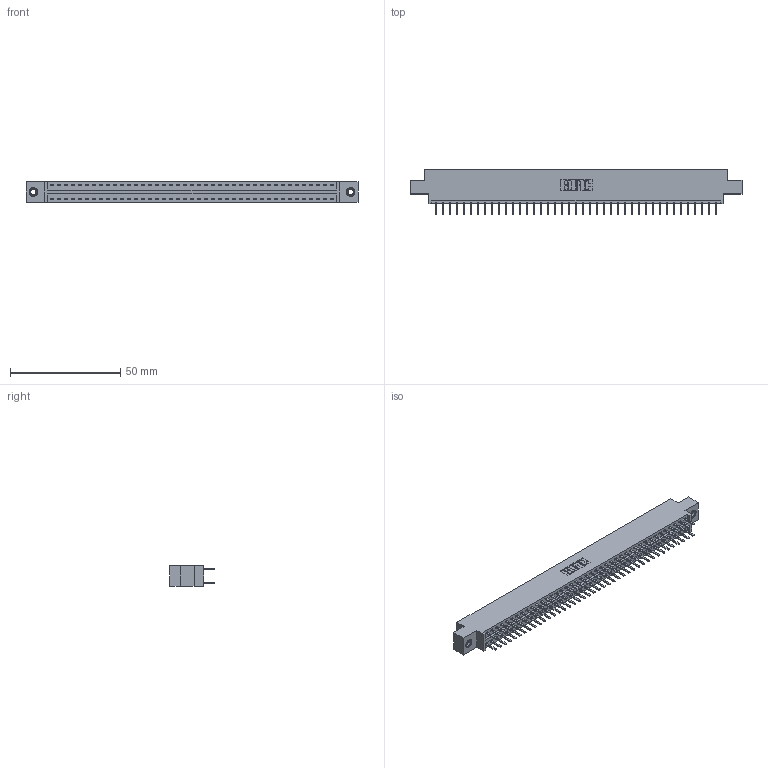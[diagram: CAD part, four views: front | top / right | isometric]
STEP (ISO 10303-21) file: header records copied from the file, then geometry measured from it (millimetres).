
FILE_DESCRIPTION (( 'STEP AP203' ), '1' );
FILE_NAME ('396-082-520-807.STEP', '2018-09-09T22:14:48', ( '' ), ( '' ), 'SwSTEP 2.0', 'SolidWorks 2016', '' );
FILE_SCHEMA (( 'CONFIG_CONTROL_DESIGN' ));
Length unit declared in the file: inch
Products named in the file (4): 346 Part_0.170 Offset - 0.156 Dia-TI; 345-292-001_345-293-120; 345-250-001_345-250-005-103; 396-082-520-807
Assembly tree (85 placements, depth 2):
  396-082-520-807
    346 Part_0.170 Offset - 0.156 Dia-TI
    345-292-001_345-293-120  x82
    345-250-001_345-250-005-103  x2
Bounding box: 150.75 x 20.02 x 9.4 mm (x, y, z)
Volume: 14488 mm3; surface area: 20027.9 mm2
Topology: 85 solids, 85 shells, 4778 faces, 13843 edges, 9002 vertices
Faces by surface type: plane 3146, cylinder 1616, cone 12, torus 4
Entity records: 28324 total; most frequent: CARTESIAN_POINT 4667, ORIENTED_EDGE 4582, DIRECTION 4177, EDGE_CURVE 2291, LINE 1971, VECTOR 1971, VERTEX_POINT 1520, AXIS2_PLACEMENT_3D 1103
